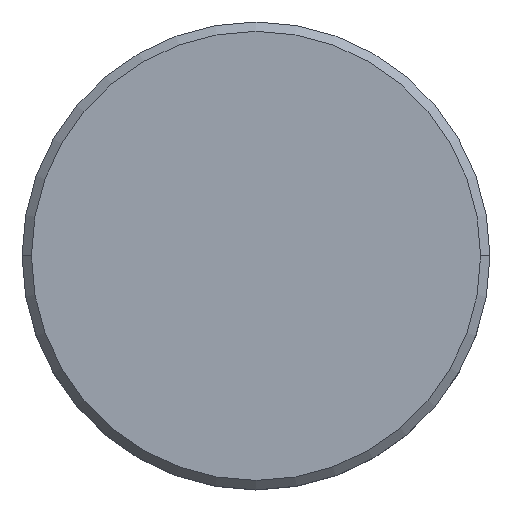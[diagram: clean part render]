
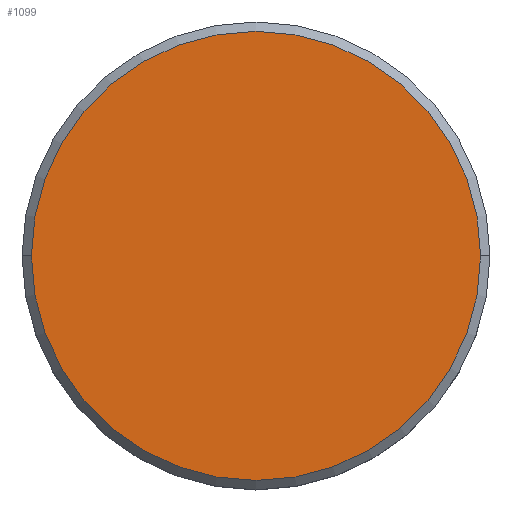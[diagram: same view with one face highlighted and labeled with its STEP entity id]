
A CAD part, top view. The second image highlights one B-rep face of the part: STEP entity #1099.
In plain terms, the highlighted planar face has unit normal (0, 0, 1).
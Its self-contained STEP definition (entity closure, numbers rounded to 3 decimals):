
#75 = ORIENTED_EDGE ( 'NONE', *, *, #1015, .T. ) ;
#122 = AXIS2_PLACEMENT_3D ( 'NONE', #545, #1159, #354 ) ;
#201 = AXIS2_PLACEMENT_3D ( 'NONE', #394, #937, #850 ) ;
#256 = CIRCLE ( 'NONE', #122, 12. ) ;
#270 = PLANE ( 'NONE',  #469 ) ;
#354 = DIRECTION ( 'NONE',  ( 1., 0., 0. ) ) ;
#394 = CARTESIAN_POINT ( 'NONE',  ( 0., 0., 0. ) ) ;
#427 = CARTESIAN_POINT ( 'NONE',  ( 0., 0., 0. ) ) ;
#469 = AXIS2_PLACEMENT_3D ( 'NONE', #427, #518, #635 ) ;
#518 = DIRECTION ( 'NONE',  ( 0., 0., 1. ) ) ;
#545 = CARTESIAN_POINT ( 'NONE',  ( 0., 0., 0. ) ) ;
#635 = DIRECTION ( 'NONE',  ( 1., 0., 0. ) ) ;
#685 = VERTEX_POINT ( 'NONE', #691 ) ;
#691 = CARTESIAN_POINT ( 'NONE',  ( 12., 0., 0. ) ) ;
#737 = VERTEX_POINT ( 'NONE', #953 ) ;
#850 = DIRECTION ( 'NONE',  ( 1., 0., 0. ) ) ;
#886 = EDGE_LOOP ( 'NONE', ( #75, #1145 ) ) ;
#937 = DIRECTION ( 'NONE',  ( 0., 0., 1. ) ) ;
#953 = CARTESIAN_POINT ( 'NONE',  ( -12., 0., 0. ) ) ;
#976 = FACE_OUTER_BOUND ( 'NONE', #886, .T. ) ;
#1015 = EDGE_CURVE ( 'NONE', #737, #685, #256, .T. ) ;
#1099 = ADVANCED_FACE ( 'NONE', ( #976 ), #270, .T. ) ;
#1117 = CIRCLE ( 'NONE', #201, 12. ) ;
#1141 = EDGE_CURVE ( 'NONE', #685, #737, #1117, .T. ) ;
#1145 = ORIENTED_EDGE ( 'NONE', *, *, #1141, .T. ) ;
#1159 = DIRECTION ( 'NONE',  ( 0., 0., 1. ) ) ;
